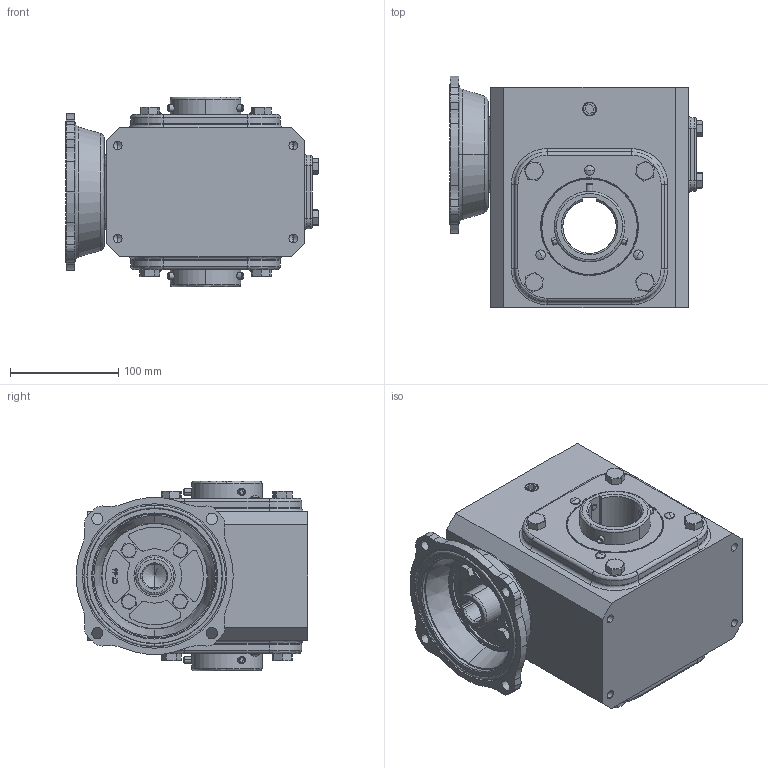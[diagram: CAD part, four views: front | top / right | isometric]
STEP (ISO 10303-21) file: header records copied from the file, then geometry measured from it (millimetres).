
FILE_DESCRIPTION (( 'STEP AP203' ), '1' );
FILE_NAME ('WGSS-262-030-HA.step', '2022-12-08T20:00:53', ( '' ), ( '' ), 'SwSTEP 2.0', 'SolidWorks 2021', '' );
FILE_SCHEMA (( 'CONFIG_CONTROL_DESIGN' ));
Products named in the file (1): WGSS-262-030-HA
Bounding box: 233.28 x 213.56 x 174.8 mm (x, y, z)
Volume: 1995903.1 mm3; surface area: 680534.5 mm2
Topology: 45 solids, 45 shells, 1776 faces, 4266 edges, 2656 vertices
Faces by surface type: plane 625, cylinder 516, bspline 346, cone 289
Entity records: 66741 total; most frequent: CARTESIAN_POINT 26997, ORIENTED_EDGE 8376, DIRECTION 7939, EDGE_CURVE 4188, AXIS2_PLACEMENT_3D 2971, VERTEX_POINT 2656, EDGE_LOOP 2018, VECTOR 1997
